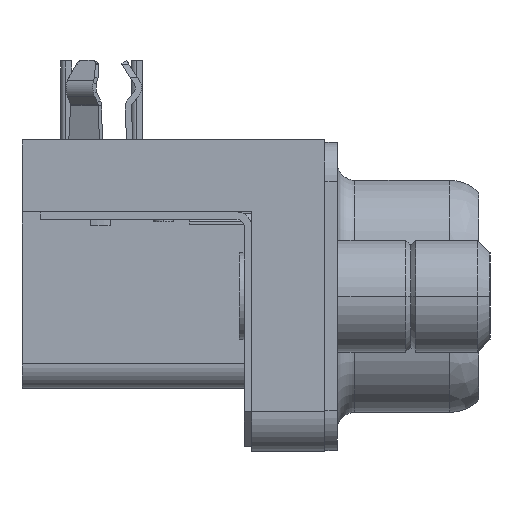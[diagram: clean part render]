
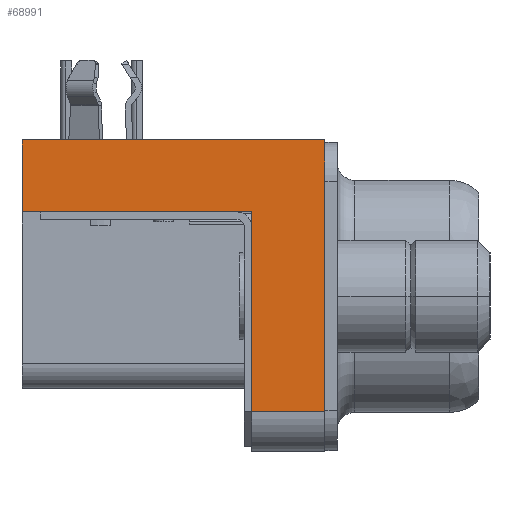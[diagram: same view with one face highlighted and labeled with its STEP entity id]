
A CAD part, left-side view. The second image highlights one B-rep face of the part: STEP entity #68991.
In plain terms, the highlighted planar face has unit normal (-1, 0, 0).
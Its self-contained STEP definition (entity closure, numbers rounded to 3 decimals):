
#3664=DIRECTION('',(0.,0.,1.));
#3665=VECTOR('',#3664,2.9);
#3666=CARTESIAN_POINT('',(-26.515,12.2,-2.9));
#3667=LINE('2407',#3666,#3665);
#15147=DIRECTION('',(0.,1.,0.));
#15148=VECTOR('',#15147,12.2);
#15149=CARTESIAN_POINT('',(-26.515,0.,0.));
#15150=LINE('2417',#15149,#15148);
#16837=DIRECTION('',(0.,0.,1.));
#16838=VECTOR('',#16837,8.05);
#16839=CARTESIAN_POINT('',(-26.515,2.95,-10.95));
#16840=LINE('2412',#16839,#16838);
#21012=DIRECTION('',(0.,0.,1.));
#21013=VECTOR('',#21012,10.95);
#21014=CARTESIAN_POINT('',(-26.515,0.,-10.95));
#21015=LINE('2400',#21014,#21013);
#22113=DIRECTION('',(0.,1.,0.));
#22114=VECTOR('',#22113,9.25);
#22115=CARTESIAN_POINT('',(-26.515,2.95,-2.9));
#22116=LINE('2413',#22115,#22114);
#22117=DIRECTION('',(0.,1.,0.));
#22118=VECTOR('',#22117,2.95);
#22119=CARTESIAN_POINT('',(-26.515,0.,-10.95));
#22120=LINE('2406',#22119,#22118);
#31734=CARTESIAN_POINT('',(-26.515,0.,-10.95));
#31736=VERTEX_POINT('',#31734);
#31737=CARTESIAN_POINT('',(-26.515,0.,0.));
#31738=VERTEX_POINT('',#31737);
#31744=CARTESIAN_POINT('',(-26.515,2.95,-10.95));
#31746=VERTEX_POINT('',#31744);
#31747=CARTESIAN_POINT('',(-26.515,12.2,-2.9));
#31748=CARTESIAN_POINT('',(-26.515,12.2,0.));
#31749=VERTEX_POINT('',#31747);
#31750=VERTEX_POINT('',#31748);
#31761=CARTESIAN_POINT('',(-26.515,2.95,-2.9));
#31762=VERTEX_POINT('',#31761);
#68978=CARTESIAN_POINT('',(-26.515,0.,-10.95));
#68979=DIRECTION('',(-1.,0.,0.));
#68980=DIRECTION('',(0.,0.,1.));
#68981=AXIS2_PLACEMENT_3D('',#68978,#68979,#68980);
#68982=PLANE('9',#68981);
#68983=ORIENTED_EDGE('2412',*,*,#62075,.T.);
#68984=ORIENTED_EDGE('2413',*,*,#64759,.T.);
#68985=ORIENTED_EDGE('2407',*,*,#42722,.T.);
#68986=ORIENTED_EDGE('2417',*,*,#60218,.F.);
#68987=ORIENTED_EDGE('2400',*,*,#67446,.F.);
#68988=ORIENTED_EDGE('2406',*,*,#67429,.T.);
#68989=EDGE_LOOP('9',(#68983,#68984,#68985,#68986,#68987,#68988));
#68990=FACE_OUTER_BOUND('9',#68989,.F.);
#68991=ADVANCED_FACE('9',(#68990),#68982,.T.);
#42722=EDGE_CURVE('2407',#31749,#31750,#3667,.T.);
#60218=EDGE_CURVE('2417',#31738,#31750,#15150,.T.);
#62075=EDGE_CURVE('2412',#31746,#31762,#16840,.T.);
#64759=EDGE_CURVE('2413',#31762,#31749,#22116,.T.);
#67429=EDGE_CURVE('2406',#31736,#31746,#22120,.T.);
#67446=EDGE_CURVE('2400',#31736,#31738,#21015,.T.);
